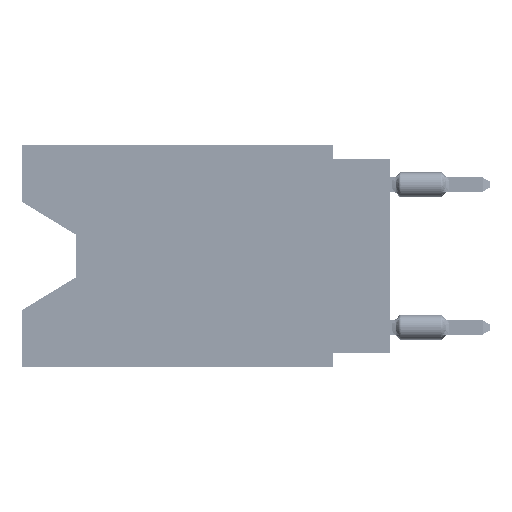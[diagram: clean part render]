
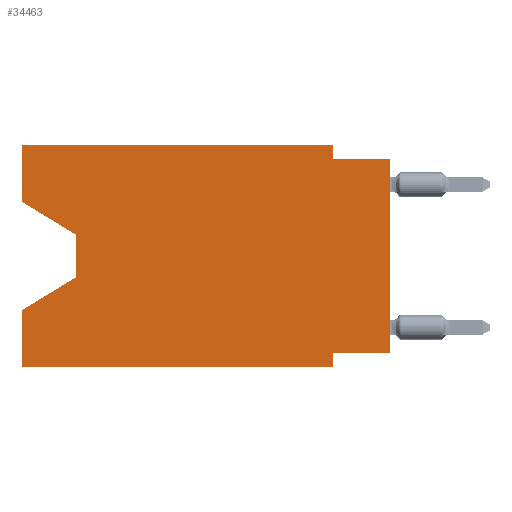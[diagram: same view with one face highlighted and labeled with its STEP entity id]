
A CAD part, left-side view. The second image highlights one B-rep face of the part: STEP entity #34463.
In plain terms, the highlighted planar face has unit normal (-1, 0, 0).
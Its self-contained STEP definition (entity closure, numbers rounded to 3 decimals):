
#407 = CARTESIAN_POINT ( 'NONE',  ( 0., 13.97, -5.893 ) ) ;
#2277 = CARTESIAN_POINT ( 'NONE',  ( 0., 16.383, -9.906 ) ) ;
#2620 = VECTOR ( 'NONE', #63956, 1000. ) ;
#3262 = VECTOR ( 'NONE', #72748, 1000. ) ;
#4123 = LINE ( 'NONE', #16495, #68217 ) ;
#4357 = VECTOR ( 'NONE', #27082, 1000. ) ;
#4580 = CARTESIAN_POINT ( 'NONE',  ( 0., 16.383, -9.906 ) ) ;
#5167 = VERTEX_POINT ( 'NONE', #58067 ) ;
#6625 = CARTESIAN_POINT ( 'NONE',  ( 0., 2.54, -0.635 ) ) ;
#6915 = ORIENTED_EDGE ( 'NONE', *, *, #39506, .F. ) ;
#8245 = DIRECTION ( 'NONE',  ( 0., 1., 0. ) ) ;
#8681 = CARTESIAN_POINT ( 'NONE',  ( 0., 16.383, -7.36 ) ) ;
#9707 = DIRECTION ( 'NONE',  ( 0., 0., 1. ) ) ;
#9759 = CARTESIAN_POINT ( 'NONE',  ( 0., 13.97, -5.893 ) ) ;
#10304 = VERTEX_POINT ( 'NONE', #10455 ) ;
#10455 = CARTESIAN_POINT ( 'NONE',  ( 0., 16.383, 0. ) ) ;
#11417 = VERTEX_POINT ( 'NONE', #2277 ) ;
#13406 = VERTEX_POINT ( 'NONE', #8681 ) ;
#13692 = LINE ( 'NONE', #21546, #21907 ) ;
#13852 = EDGE_CURVE ( 'NONE', #61267, #15590, #75156, .T. ) ;
#14929 = DIRECTION ( 'NONE',  ( 0., -1., 0. ) ) ;
#15590 = VERTEX_POINT ( 'NONE', #6625 ) ;
#16439 = VECTOR ( 'NONE', #8245, 1000. ) ;
#16495 = CARTESIAN_POINT ( 'NONE',  ( 0., 13.97, -4.013 ) ) ;
#18532 = CARTESIAN_POINT ( 'NONE',  ( 0., 2.54, 0. ) ) ;
#19315 = VERTEX_POINT ( 'NONE', #80129 ) ;
#19865 = VERTEX_POINT ( 'NONE', #40167 ) ;
#21546 = CARTESIAN_POINT ( 'NONE',  ( 0., 0., -0.635 ) ) ;
#21857 = LINE ( 'NONE', #28462, #16439 ) ;
#21907 = VECTOR ( 'NONE', #14929, 1000. ) ;
#22050 = EDGE_CURVE ( 'NONE', #15590, #5167, #13692, .T. ) ;
#22335 = ORIENTED_EDGE ( 'NONE', *, *, #48642, .T. ) ;
#24455 = CARTESIAN_POINT ( 'NONE',  ( 0., 16.383, 0. ) ) ;
#24760 = VECTOR ( 'NONE', #71778, 1000. ) ;
#26741 = DIRECTION ( 'NONE',  ( 0., -1., 0. ) ) ;
#27082 = DIRECTION ( 'NONE',  ( 0., 0., 1. ) ) ;
#27751 = EDGE_CURVE ( 'NONE', #60564, #13406, #52734, .T. ) ;
#28462 = CARTESIAN_POINT ( 'NONE',  ( 0., 0., -9.271 ) ) ;
#28753 = DIRECTION ( 'NONE',  ( 0., 0.855, -0.519 ) ) ;
#28904 = DIRECTION ( 'NONE',  ( 0., 0., -1. ) ) ;
#29682 = ORIENTED_EDGE ( 'NONE', *, *, #27751, .T. ) ;
#30643 = VECTOR ( 'NONE', #9707, 1000. ) ;
#31257 = EDGE_CURVE ( 'NONE', #11417, #19865, #61169, .T. ) ;
#31716 = CARTESIAN_POINT ( 'NONE',  ( 0., 16.383, 0. ) ) ;
#32914 = DIRECTION ( 'NONE',  ( 1., 0., 0. ) ) ;
#34463 = ADVANCED_FACE ( 'NONE', ( #45310 ), #77563, .F. ) ;
#36349 = DIRECTION ( 'NONE',  ( 0., 0., -1. ) ) ;
#36764 = AXIS2_PLACEMENT_3D ( 'NONE', #63899, #32914, #46135 ) ;
#38394 = ORIENTED_EDGE ( 'NONE', *, *, #31257, .T. ) ;
#39506 = EDGE_CURVE ( 'NONE', #10304, #61267, #58122, .T. ) ;
#40167 = CARTESIAN_POINT ( 'NONE',  ( 0., 2.54, -9.906 ) ) ;
#41098 = LINE ( 'NONE', #66286, #30643 ) ;
#41754 = ORIENTED_EDGE ( 'NONE', *, *, #79027, .F. ) ;
#43723 = VECTOR ( 'NONE', #26741, 1000. ) ;
#44465 = ORIENTED_EDGE ( 'NONE', *, *, #13852, .F. ) ;
#45310 = FACE_OUTER_BOUND ( 'NONE', #75277, .T. ) ;
#45350 = LINE ( 'NONE', #77996, #24760 ) ;
#45508 = ORIENTED_EDGE ( 'NONE', *, *, #81604, .T. ) ;
#46135 = DIRECTION ( 'NONE',  ( 0., 0., -1. ) ) ;
#46218 = EDGE_CURVE ( 'NONE', #68580, #78160, #21857, .T. ) ;
#48333 = CARTESIAN_POINT ( 'NONE',  ( 0., 2.54, -9.271 ) ) ;
#48642 = EDGE_CURVE ( 'NONE', #60653, #60564, #4123, .T. ) ;
#50562 = EDGE_CURVE ( 'NONE', #19315, #60653, #45350, .T. ) ;
#51676 = ORIENTED_EDGE ( 'NONE', *, *, #56381, .F. ) ;
#51862 = LINE ( 'NONE', #58466, #4357 ) ;
#52734 = LINE ( 'NONE', #9759, #55797 ) ;
#55797 = VECTOR ( 'NONE', #28753, 1000. ) ;
#56013 = ORIENTED_EDGE ( 'NONE', *, *, #22050, .F. ) ;
#56381 = EDGE_CURVE ( 'NONE', #78160, #19865, #80589, .T. ) ;
#58067 = CARTESIAN_POINT ( 'NONE',  ( 0., 0., -0.635 ) ) ;
#58122 = LINE ( 'NONE', #31716, #43723 ) ;
#58422 = CARTESIAN_POINT ( 'NONE',  ( 0., 0., -9.271 ) ) ;
#58466 = CARTESIAN_POINT ( 'NONE',  ( 0., 0., 0. ) ) ;
#60564 = VERTEX_POINT ( 'NONE', #407 ) ;
#60653 = VERTEX_POINT ( 'NONE', #71414 ) ;
#61169 = LINE ( 'NONE', #4580, #3262 ) ;
#61267 = VERTEX_POINT ( 'NONE', #75279 ) ;
#62580 = ORIENTED_EDGE ( 'NONE', *, *, #80829, .F. ) ;
#63899 = CARTESIAN_POINT ( 'NONE',  ( 0., 16.383, 0. ) ) ;
#63956 = DIRECTION ( 'NONE',  ( 0., 0., -1. ) ) ;
#66286 = CARTESIAN_POINT ( 'NONE',  ( 0., 16.383, 0. ) ) ;
#68217 = VECTOR ( 'NONE', #28904, 1000. ) ;
#68580 = VERTEX_POINT ( 'NONE', #58422 ) ;
#69793 = CARTESIAN_POINT ( 'NONE',  ( 0., 2.54, -9.906 ) ) ;
#71414 = CARTESIAN_POINT ( 'NONE',  ( 0., 13.97, -4.013 ) ) ;
#71778 = DIRECTION ( 'NONE',  ( 0., -0.855, -0.519 ) ) ;
#72748 = DIRECTION ( 'NONE',  ( 0., -1., 0. ) ) ;
#72812 = VECTOR ( 'NONE', #80671, 1000. ) ;
#74920 = ORIENTED_EDGE ( 'NONE', *, *, #46218, .F. ) ;
#75156 = LINE ( 'NONE', #18532, #2620 ) ;
#75277 = EDGE_LOOP ( 'NONE', ( #80000, #22335, #29682, #62580, #38394, #51676, #74920, #45508, #56013, #44465, #6915, #41754 ) ) ;
#75279 = CARTESIAN_POINT ( 'NONE',  ( 0., 2.54, 0. ) ) ;
#77563 = PLANE ( 'NONE',  #36764 ) ;
#77996 = CARTESIAN_POINT ( 'NONE',  ( 0., 16.383, -2.546 ) ) ;
#78160 = VERTEX_POINT ( 'NONE', #48333 ) ;
#79027 = EDGE_CURVE ( 'NONE', #19315, #10304, #41098, .T. ) ;
#80000 = ORIENTED_EDGE ( 'NONE', *, *, #50562, .T. ) ;
#80129 = CARTESIAN_POINT ( 'NONE',  ( 0., 16.383, -2.546 ) ) ;
#80530 = VECTOR ( 'NONE', #36349, 1000. ) ;
#80589 = LINE ( 'NONE', #69793, #80530 ) ;
#80671 = DIRECTION ( 'NONE',  ( 0., 0., 1. ) ) ;
#80829 = EDGE_CURVE ( 'NONE', #11417, #13406, #81079, .T. ) ;
#81079 = LINE ( 'NONE', #24455, #72812 ) ;
#81604 = EDGE_CURVE ( 'NONE', #68580, #5167, #51862, .T. ) ;
